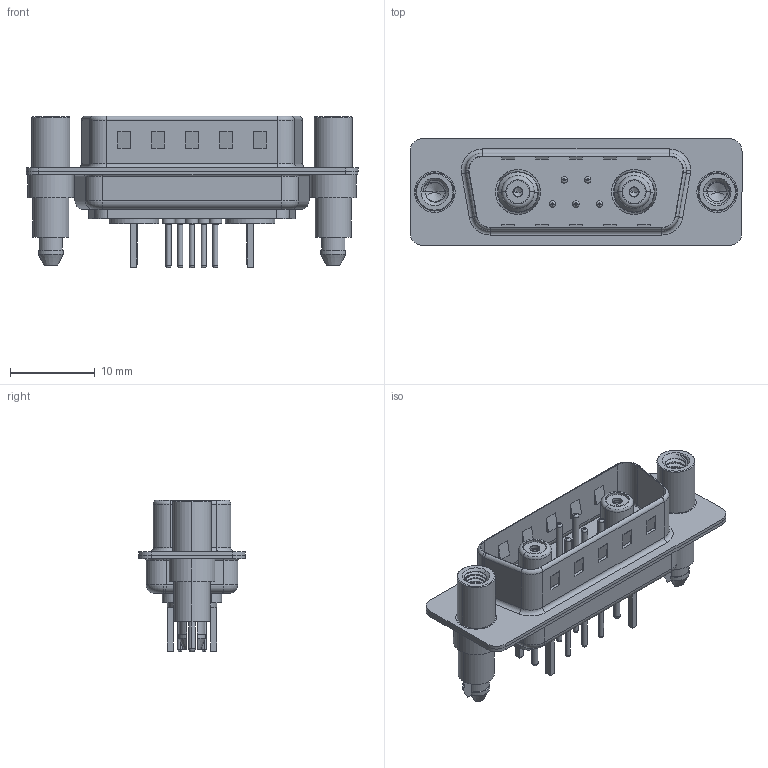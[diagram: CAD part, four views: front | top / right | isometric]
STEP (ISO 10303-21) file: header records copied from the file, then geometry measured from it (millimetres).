
FILE_DESCRIPTION (( 'STEP AP203' ), '1' );
FILE_NAME ('627-7W2-624-5NE.STEP', '2019-05-25T09:19:03', ( '' ), ( '' ), 'SwSTEP 2.0', 'SolidWorks 2016', '' );
FILE_SCHEMA (( 'CONFIG_CONTROL_DESIGN' ));
Length unit declared in the file: millimetre
Products named in the file (14): 627-7W2-624-5NE; Insulator Socket; Insulator Socket 2; Locking Collar; Socket_Str; 627Combo Housing_7W2; Co-Ax Jack Assy_S; 627Combo Shell Rear_15 Contacts; 627Combo Threaded Standoff and Boardlock_6; 627Combo Shell Front_15 Contacts; 627Combo Contact Row 1_24; 627Combo Threaded Standoff and Boardlock_E; 627Combo Contact Row 2_24; Co-Ax Jack_Straight PC Tail
Assembly tree (17 placements, depth 3):
  627-7W2-624-5NE
    627Combo Housing_7W2
    627Combo Shell Rear_15 Contacts
    627Combo Shell Front_15 Contacts
    627Combo Threaded Standoff and Boardlock_E
    Co-Ax Jack Assy_S  x2
      Co-Ax Jack_Straight PC Tail
      Insulator Socket
      Insulator Socket 2
      Locking Collar
      Socket_Str
    627Combo Threaded Standoff and Boardlock_6
    627Combo Contact Row 1_24  x2
    627Combo Contact Row 2_24  x3
Bounding box: 39.15 x 12.6 x 17.9 mm (x, y, z)
Volume: 2226.1 mm3; surface area: 6020.7 mm2
Topology: 20 solids, 20 shells, 802 faces, 1859 edges, 1155 vertices
Faces by surface type: cylinder 329, plane 286, torus 138, cone 35, bspline 10, sphere 4
Entity records: 21676 total; most frequent: CARTESIAN_POINT 5692, DIRECTION 3190, ORIENTED_EDGE 2888, EDGE_CURVE 1444, AXIS2_PLACEMENT_3D 1248, VERTEX_POINT 911, EDGE_LOOP 713, VECTOR 694
